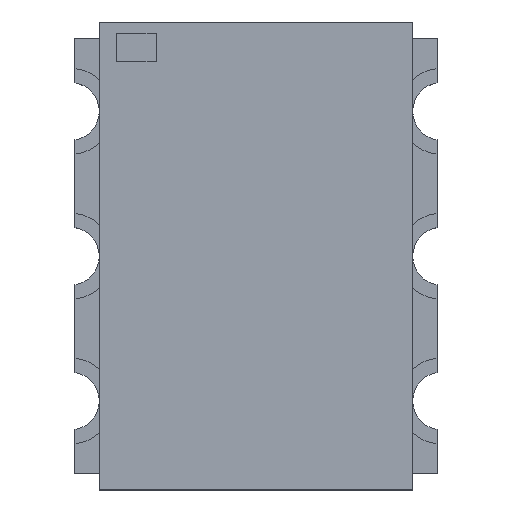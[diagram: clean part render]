
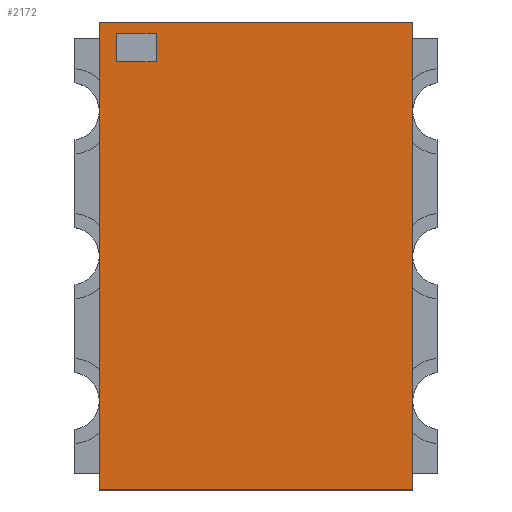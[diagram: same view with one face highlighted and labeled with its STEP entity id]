
A CAD part, top view. The second image highlights one B-rep face of the part: STEP entity #2172.
In plain terms, the highlighted planar face has unit normal (0, 0, 1).
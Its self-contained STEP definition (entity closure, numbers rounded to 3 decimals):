
#89=FACE_BOUND('',#240,.T.);
#108=FACE_OUTER_BOUND('',#239,.T.);
#239=EDGE_LOOP('',(#1505,#1506,#1507,#1508));
#240=EDGE_LOOP('',(#1509,#1510,#1511,#1512));
#379=LINE('',#3131,#655);
#384=LINE('',#3142,#660);
#388=LINE('',#3150,#664);
#391=LINE('',#3156,#667);
#394=LINE('',#3161,#670);
#401=LINE('',#3176,#677);
#406=LINE('',#3185,#682);
#407=LINE('',#3186,#683);
#655=VECTOR('',#2508,8.2);
#660=VECTOR('',#2515,0.5);
#664=VECTOR('',#2521,0.7);
#667=VECTOR('',#2526,0.5);
#670=VECTOR('',#2531,0.7);
#677=VECTOR('',#2546,5.5);
#682=VECTOR('',#2555,5.5);
#683=VECTOR('',#2556,8.2);
#924=VERTEX_POINT('',#3128);
#925=VERTEX_POINT('',#3130);
#929=VERTEX_POINT('',#3140);
#930=VERTEX_POINT('',#3141);
#933=VERTEX_POINT('',#3149);
#935=VERTEX_POINT('',#3155);
#940=VERTEX_POINT('',#3175);
#942=VERTEX_POINT('',#3184);
#1131=EDGE_CURVE('',#925,#924,#379,.T.);
#1136=EDGE_CURVE('',#929,#930,#384,.T.);
#1140=EDGE_CURVE('',#933,#929,#388,.T.);
#1143=EDGE_CURVE('',#935,#933,#391,.T.);
#1146=EDGE_CURVE('',#930,#935,#394,.T.);
#1153=EDGE_CURVE('',#940,#925,#401,.T.);
#1158=EDGE_CURVE('',#924,#942,#406,.T.);
#1159=EDGE_CURVE('',#942,#940,#407,.T.);
#1505=ORIENTED_EDGE('',*,*,#1131,.T.);
#1506=ORIENTED_EDGE('',*,*,#1158,.T.);
#1507=ORIENTED_EDGE('',*,*,#1159,.T.);
#1508=ORIENTED_EDGE('',*,*,#1153,.T.);
#1509=ORIENTED_EDGE('',*,*,#1136,.T.);
#1510=ORIENTED_EDGE('',*,*,#1146,.T.);
#1511=ORIENTED_EDGE('',*,*,#1143,.T.);
#1512=ORIENTED_EDGE('',*,*,#1140,.T.);
#2059=PLANE('',#2313);
#2172=ADVANCED_FACE('',(#108,#89),#2059,.T.);
#2313=AXIS2_PLACEMENT_3D('',#3183,#2553,#2554);
#2508=DIRECTION('',(0.,1.,0.));
#2515=DIRECTION('',(0.,1.,0.));
#2521=DIRECTION('',(-1.,0.,0.));
#2526=DIRECTION('',(0.,-1.,0.));
#2531=DIRECTION('',(1.,0.,0.));
#2546=DIRECTION('',(1.,0.,0.));
#2553=DIRECTION('center_axis',(0.,0.,1.));
#2554=DIRECTION('ref_axis',(0.,-1.,0.));
#2555=DIRECTION('',(-1.,0.,0.));
#2556=DIRECTION('',(0.,-1.,0.));
#3128=CARTESIAN_POINT('',(2.75,4.1,4.85));
#3130=CARTESIAN_POINT('',(2.75,-4.1,4.85));
#3131=CARTESIAN_POINT('',(2.75,4.1,4.85));
#3140=CARTESIAN_POINT('',(-2.45,3.4,4.85));
#3141=CARTESIAN_POINT('',(-2.45,3.9,4.85));
#3142=CARTESIAN_POINT('',(-2.45,1.7,4.85));
#3149=CARTESIAN_POINT('',(-1.75,3.4,4.85));
#3150=CARTESIAN_POINT('',(-0.875,3.4,4.85));
#3155=CARTESIAN_POINT('',(-1.75,3.9,4.85));
#3156=CARTESIAN_POINT('',(-1.75,1.95,4.85));
#3161=CARTESIAN_POINT('',(-1.225,3.9,4.85));
#3175=CARTESIAN_POINT('',(-2.75,-4.1,4.85));
#3176=CARTESIAN_POINT('',(2.75,-4.1,4.85));
#3183=CARTESIAN_POINT('Origin',(0.,0.,4.85));
#3184=CARTESIAN_POINT('',(-2.75,4.1,4.85));
#3185=CARTESIAN_POINT('',(-2.75,4.1,4.85));
#3186=CARTESIAN_POINT('',(-2.75,-4.1,4.85));
